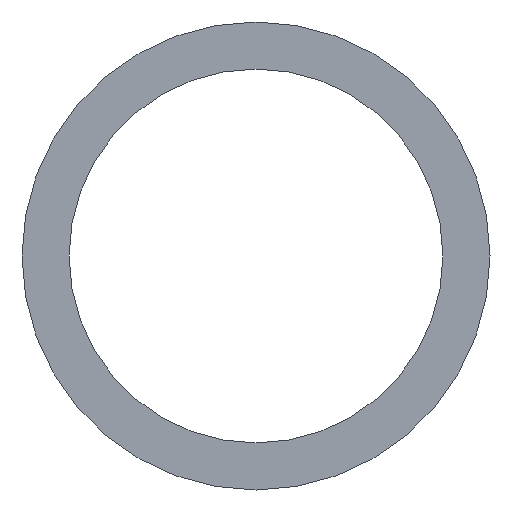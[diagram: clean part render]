
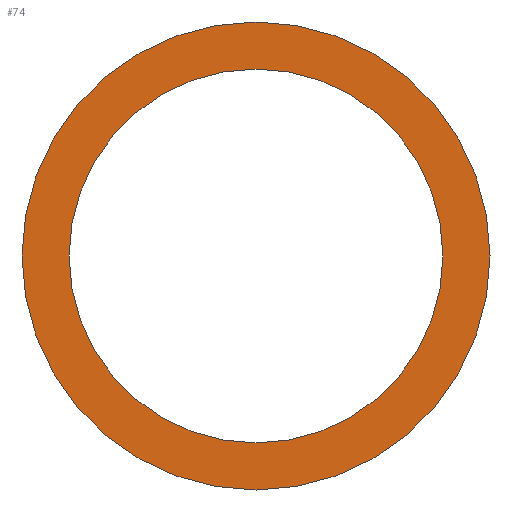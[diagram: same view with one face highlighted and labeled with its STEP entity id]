
A CAD part, left-side view. The second image highlights one B-rep face of the part: STEP entity #74.
In plain terms, the highlighted planar face has unit normal (-1, 0, 0).
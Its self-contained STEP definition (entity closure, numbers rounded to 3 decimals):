
#74 = ADVANCED_FACE( '', ( #186, #187 ), #188, .T. );
#80 = EDGE_CURVE( '', #90, #160, #194, .T. );
#90 = VERTEX_POINT( '', #206 );
#94 = EDGE_CURVE( '', #106, #144, #210, .T. );
#100 = EDGE_CURVE( '', #160, #90, #216, .T. );
#106 = VERTEX_POINT( '', #224 );
#144 = VERTEX_POINT( '', #266 );
#154 = EDGE_CURVE( '', #144, #106, #278, .T. );
#160 = VERTEX_POINT( '', #285 );
#186 = FACE_BOUND( '', #303, .T. );
#187 = FACE_OUTER_BOUND( '', #304, .T. );
#188 = PLANE( '', #305 );
#194 = CIRCLE( '', #315, 147.8 );
#206 = CARTESIAN_POINT( '', ( -136., 147.8, 0. ) );
#210 = CIRCLE( '', #333, 185. );
#216 = CIRCLE( '', #341, 147.8 );
#224 = CARTESIAN_POINT( '', ( -136., -185., 0. ) );
#266 = CARTESIAN_POINT( '', ( -136., 185., 0. ) );
#278 = CIRCLE( '', #419, 185. );
#285 = CARTESIAN_POINT( '', ( -136., -147.8, 0. ) );
#303 = EDGE_LOOP( '', ( #443, #444 ) );
#304 = EDGE_LOOP( '', ( #445, #446 ) );
#305 = AXIS2_PLACEMENT_3D( '', #447, #448, #449 );
#315 = AXIS2_PLACEMENT_3D( '', #454, #455, #456 );
#333 = AXIS2_PLACEMENT_3D( '', #468, #469, #470 );
#341 = AXIS2_PLACEMENT_3D( '', #473, #474, #475 );
#419 = AXIS2_PLACEMENT_3D( '', #552, #553, #554 );
#443 = ORIENTED_EDGE( '', *, *, #80, .F. );
#444 = ORIENTED_EDGE( '', *, *, #100, .F. );
#445 = ORIENTED_EDGE( '', *, *, #154, .T. );
#446 = ORIENTED_EDGE( '', *, *, #94, .T. );
#447 = CARTESIAN_POINT( '', ( -136., 166.4, 0. ) );
#448 = DIRECTION( '', ( -1., 0., 0. ) );
#449 = DIRECTION( '', ( 0., 1., 0. ) );
#454 = CARTESIAN_POINT( '', ( -136., 0., 0. ) );
#455 = DIRECTION( '', ( -1., 0., 0. ) );
#456 = DIRECTION( '', ( 0., 1., 0. ) );
#468 = CARTESIAN_POINT( '', ( -136., 0., 0. ) );
#469 = DIRECTION( '', ( -1., 0., 0. ) );
#470 = DIRECTION( '', ( 0., 1., 0. ) );
#473 = CARTESIAN_POINT( '', ( -136., 0., 0. ) );
#474 = DIRECTION( '', ( -1., 0., 0. ) );
#475 = DIRECTION( '', ( 0., 1., 0. ) );
#552 = CARTESIAN_POINT( '', ( -136., 0., 0. ) );
#553 = DIRECTION( '', ( -1., 0., 0. ) );
#554 = DIRECTION( '', ( 0., 1., 0. ) );
